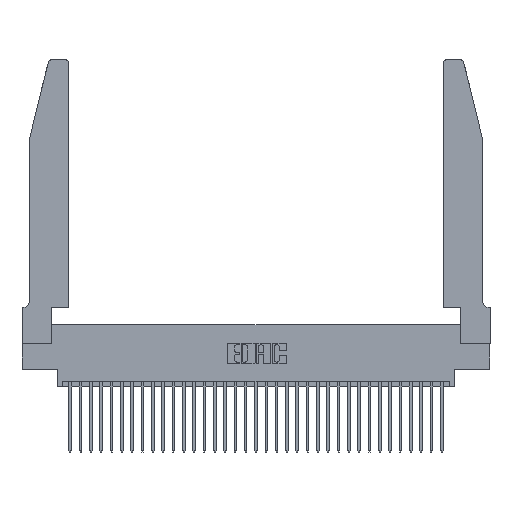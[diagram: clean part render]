
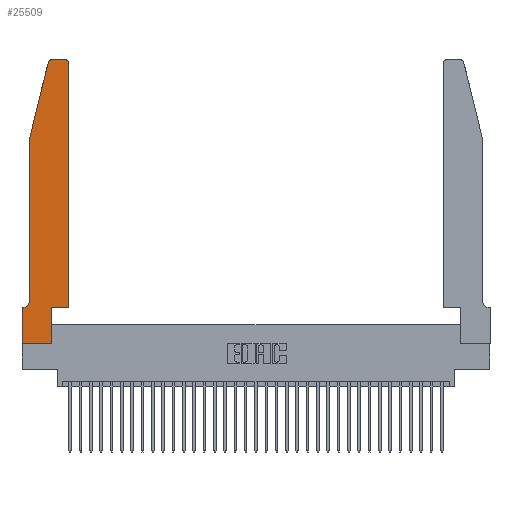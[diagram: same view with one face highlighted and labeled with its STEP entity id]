
A CAD part, top view. The second image highlights one B-rep face of the part: STEP entity #25509.
In plain terms, the highlighted planar face has unit normal (0, 0, 1).
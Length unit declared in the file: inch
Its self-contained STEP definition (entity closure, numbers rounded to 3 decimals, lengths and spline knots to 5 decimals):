
#455 = LINE ( 'NONE', #18196, #21172 ) ;
#796 = DIRECTION ( 'NONE',  ( 0., 0., -1. ) ) ;
#1207 = CARTESIAN_POINT ( 'NONE',  ( 0.4505, 0.35, 0.37 ) ) ;
#1210 = DIRECTION ( 'NONE',  ( 0., 0., 1. ) ) ;
#1557 = EDGE_CURVE ( 'NONE', #29779, #31563, #5323, .T. ) ;
#2291 = DIRECTION ( 'NONE',  ( 1., 0., 0. ) ) ;
#2383 = AXIS2_PLACEMENT_3D ( 'NONE', #9929, #28324, #12654 ) ;
#2585 = ORIENTED_EDGE ( 'NONE', *, *, #1557, .T. ) ;
#2703 = VERTEX_POINT ( 'NONE', #15652 ) ;
#2778 = ORIENTED_EDGE ( 'NONE', *, *, #11102, .T. ) ;
#3652 = FACE_OUTER_BOUND ( 'NONE', #33917, .T. ) ;
#3690 = CARTESIAN_POINT ( 'NONE',  ( 0.0755, 0.42, 0.37 ) ) ;
#3863 = VERTEX_POINT ( 'NONE', #16525 ) ;
#4175 = CARTESIAN_POINT ( 'NONE',  ( 0.2865, 0.35, 0.37 ) ) ;
#4692 = EDGE_CURVE ( 'NONE', #28056, #3863, #28388, .T. ) ;
#4802 = DIRECTION ( 'NONE',  ( 1., 0., 0. ) ) ;
#4901 = CARTESIAN_POINT ( 'NONE',  ( 0.0055, 0.35, 0.37 ) ) ;
#5079 = VERTEX_POINT ( 'NONE', #4901 ) ;
#5323 = LINE ( 'NONE', #5812, #33514 ) ;
#5340 = EDGE_CURVE ( 'NONE', #28642, #28056, #28226, .T. ) ;
#5812 = CARTESIAN_POINT ( 'NONE',  ( 0.0755, 2., 0.37 ) ) ;
#6861 = ORIENTED_EDGE ( 'NONE', *, *, #33091, .T. ) ;
#7165 = PLANE ( 'NONE',  #2383 ) ;
#7606 = DIRECTION ( 'NONE',  ( -1., 0., 0. ) ) ;
#7874 = EDGE_CURVE ( 'NONE', #26359, #29779, #9958, .T. ) ;
#8277 = CARTESIAN_POINT ( 'NONE',  ( 0.25487, 2.72718, 0.37 ) ) ;
#8359 = CARTESIAN_POINT ( 'NONE',  ( 0., 0., 0.37 ) ) ;
#8557 = EDGE_CURVE ( 'NONE', #31563, #19813, #32129, .T. ) ;
#9929 = CARTESIAN_POINT ( 'NONE',  ( 0., 0.35, 0.37 ) ) ;
#9958 = CIRCLE ( 'NONE', #10345, 0.03 ) ;
#10141 = VERTEX_POINT ( 'NONE', #22901 ) ;
#10271 = VERTEX_POINT ( 'NONE', #26214 ) ;
#10345 = AXIS2_PLACEMENT_3D ( 'NONE', #34248, #18508, #2291 ) ;
#11102 = EDGE_CURVE ( 'NONE', #2703, #10271, #20541, .T. ) ;
#11364 = CARTESIAN_POINT ( 'NONE',  ( 0.4505, 2.72, 0.37 ) ) ;
#11448 = VECTOR ( 'NONE', #20131, 39.37008 ) ;
#12279 = LINE ( 'NONE', #1207, #11448 ) ;
#12654 = DIRECTION ( 'NONE',  ( 1., 0., 0. ) ) ;
#12868 = EDGE_CURVE ( 'NONE', #10141, #21469, #16506, .T. ) ;
#13040 = CARTESIAN_POINT ( 'NONE',  ( 0.0755, 2., 0.37 ) ) ;
#13557 = VECTOR ( 'NONE', #13877, 39.37008 ) ;
#13877 = DIRECTION ( 'NONE',  ( 0., -1., 0. ) ) ;
#14397 = EDGE_CURVE ( 'NONE', #21469, #28642, #12279, .T. ) ;
#15652 = CARTESIAN_POINT ( 'NONE',  ( 0., 0.35, 0.37 ) ) ;
#15705 = CARTESIAN_POINT ( 'NONE',  ( 0.2605, 2.75, 0.37 ) ) ;
#16463 = DIRECTION ( 'NONE',  ( 0., 1., 0. ) ) ;
#16506 = LINE ( 'NONE', #32145, #30402 ) ;
#16525 = CARTESIAN_POINT ( 'NONE',  ( 0.4205, 2.75, 0.37 ) ) ;
#17124 = CARTESIAN_POINT ( 'NONE',  ( 0.0055, 0.42, 0.37 ) ) ;
#17151 = ORIENTED_EDGE ( 'NONE', *, *, #4692, .T. ) ;
#17430 = VECTOR ( 'NONE', #7606, 39.37008 ) ;
#17506 = CARTESIAN_POINT ( 'NONE',  ( 0.4205, 2.72, 0.37 ) ) ;
#17903 = EDGE_CURVE ( 'NONE', #3863, #26359, #25227, .T. ) ;
#18145 = ORIENTED_EDGE ( 'NONE', *, *, #14397, .T. ) ;
#18196 = CARTESIAN_POINT ( 'NONE',  ( 0., 0., 0.37 ) ) ;
#18362 = ORIENTED_EDGE ( 'NONE', *, *, #8557, .T. ) ;
#18508 = DIRECTION ( 'NONE',  ( 0., 0., 1. ) ) ;
#19316 = ORIENTED_EDGE ( 'NONE', *, *, #27150, .T. ) ;
#19619 = VECTOR ( 'NONE', #27867, 39.37008 ) ;
#19740 = DIRECTION ( 'NONE',  ( -1., 0., 0. ) ) ;
#19813 = VERTEX_POINT ( 'NONE', #3690 ) ;
#19969 = CARTESIAN_POINT ( 'NONE',  ( 0.4505, 0.35, 0.37 ) ) ;
#20131 = DIRECTION ( 'NONE',  ( 1., 0., 0. ) ) ;
#20134 = DIRECTION ( 'NONE',  ( 1., 0., 0. ) ) ;
#20379 = ORIENTED_EDGE ( 'NONE', *, *, #25181, .T. ) ;
#20541 = LINE ( 'NONE', #8359, #13557 ) ;
#21172 = VECTOR ( 'NONE', #4802, 39.37008 ) ;
#21469 = VERTEX_POINT ( 'NONE', #4175 ) ;
#21650 = CARTESIAN_POINT ( 'NONE',  ( 0.4505, 0.35, 0.37 ) ) ;
#22556 = LINE ( 'NONE', #32374, #27863 ) ;
#22816 = ORIENTED_EDGE ( 'NONE', *, *, #5340, .T. ) ;
#22901 = CARTESIAN_POINT ( 'NONE',  ( 0.2865, 0., 0.37 ) ) ;
#23753 = CARTESIAN_POINT ( 'NONE',  ( 0.0755, 2., 0.37 ) ) ;
#24346 = VECTOR ( 'NONE', #26380, 39.37008 ) ;
#24440 = DIRECTION ( 'NONE',  ( -0.239, -0.971, 0. ) ) ;
#25181 = EDGE_CURVE ( 'NONE', #5079, #2703, #22556, .T. ) ;
#25227 = LINE ( 'NONE', #15705, #17430 ) ;
#25509 = ADVANCED_FACE ( 'NONE', ( #3652 ), #7165, .T. ) ;
#25721 = ORIENTED_EDGE ( 'NONE', *, *, #7874, .T. ) ;
#26214 = CARTESIAN_POINT ( 'NONE',  ( 0., 0., 0.37 ) ) ;
#26359 = VERTEX_POINT ( 'NONE', #32195 ) ;
#26380 = DIRECTION ( 'NONE',  ( 0., -1., 0. ) ) ;
#27150 = EDGE_CURVE ( 'NONE', #10271, #10141, #455, .T. ) ;
#27863 = VECTOR ( 'NONE', #29820, 39.37008 ) ;
#27867 = DIRECTION ( 'NONE',  ( 0., 1., 0. ) ) ;
#28056 = VERTEX_POINT ( 'NONE', #11364 ) ;
#28226 = LINE ( 'NONE', #19969, #19619 ) ;
#28324 = DIRECTION ( 'NONE',  ( 0., 0., 1. ) ) ;
#28388 = CIRCLE ( 'NONE', #29204, 0.03 ) ;
#28642 = VERTEX_POINT ( 'NONE', #21650 ) ;
#28805 = ORIENTED_EDGE ( 'NONE', *, *, #17903, .T. ) ;
#29204 = AXIS2_PLACEMENT_3D ( 'NONE', #17506, #1210, #20134 ) ;
#29367 = AXIS2_PLACEMENT_3D ( 'NONE', #17124, #796, #19740 ) ;
#29779 = VERTEX_POINT ( 'NONE', #8277 ) ;
#29820 = DIRECTION ( 'NONE',  ( -1., 0., 0. ) ) ;
#30402 = VECTOR ( 'NONE', #16463, 39.37008 ) ;
#31563 = VERTEX_POINT ( 'NONE', #13040 ) ;
#32129 = LINE ( 'NONE', #23753, #24346 ) ;
#32145 = CARTESIAN_POINT ( 'NONE',  ( 0.2865, 0.35, 0.37 ) ) ;
#32195 = CARTESIAN_POINT ( 'NONE',  ( 0.284, 2.75, 0.37 ) ) ;
#32374 = CARTESIAN_POINT ( 'NONE',  ( 0.0755, 0.35, 0.37 ) ) ;
#33091 = EDGE_CURVE ( 'NONE', #19813, #5079, #33507, .T. ) ;
#33507 = CIRCLE ( 'NONE', #29367, 0.07 ) ;
#33514 = VECTOR ( 'NONE', #24440, 39.37008 ) ;
#33694 = ORIENTED_EDGE ( 'NONE', *, *, #12868, .T. ) ;
#33917 = EDGE_LOOP ( 'NONE', ( #28805, #25721, #2585, #18362, #6861, #20379, #2778, #19316, #33694, #18145, #22816, #17151 ) ) ;
#34248 = CARTESIAN_POINT ( 'NONE',  ( 0.284, 2.72, 0.37 ) ) ;
